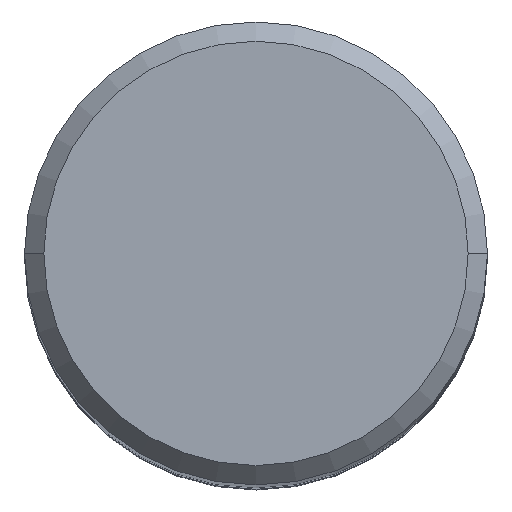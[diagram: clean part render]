
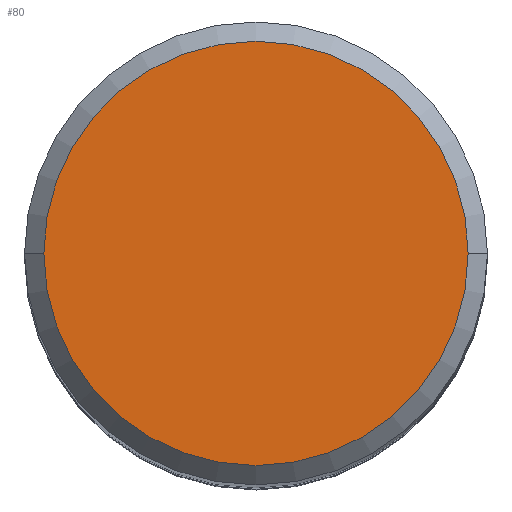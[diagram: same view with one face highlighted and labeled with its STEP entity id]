
A CAD part, top view. The second image highlights one B-rep face of the part: STEP entity #80.
In plain terms, the highlighted planar face has unit normal (0, 0, 1).
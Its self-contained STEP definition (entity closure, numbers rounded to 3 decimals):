
#80=ADVANCED_FACE('',(#109),#110,.T.);
#109=FACE_OUTER_BOUND('',#148,.T.);
#110=PLANE('',#149);
#148=EDGE_LOOP('',(#220,#221));
#149=AXIS2_PLACEMENT_3D('',#222,#223,#224);
#220=ORIENTED_EDGE('',*,*,#293,.F.);
#221=ORIENTED_EDGE('',*,*,#303,.F.);
#222=CARTESIAN_POINT('',(0.0,0.0,0.0));
#223=DIRECTION('',(0.0,0.0,1.0));
#224=DIRECTION('',(-1.0,0.0,0.0));
#293=EDGE_CURVE('',#327,#323,#329,.T.);
#303=EDGE_CURVE('',#323,#327,#343,.T.);
#323=VERTEX_POINT('',#371);
#327=VERTEX_POINT('',#376);
#329=CIRCLE('',#379,5.5);
#343=CIRCLE('',#397,5.5);
#371=CARTESIAN_POINT('',(-5.5,0.,0.0));
#376=CARTESIAN_POINT('',(5.5,0.,0.0));
#379=AXIS2_PLACEMENT_3D('',#433,#434,#435);
#397=AXIS2_PLACEMENT_3D('',#455,#456,#457);
#433=CARTESIAN_POINT('',(0.0,0.0,0.0));
#434=DIRECTION('',(0.0,0.0,-1.0));
#435=DIRECTION('',(-1.0,0.0,0.0));
#455=CARTESIAN_POINT('',(0.0,0.0,0.0));
#456=DIRECTION('',(0.0,0.0,-1.0));
#457=DIRECTION('',(-1.0,0.0,0.0));
